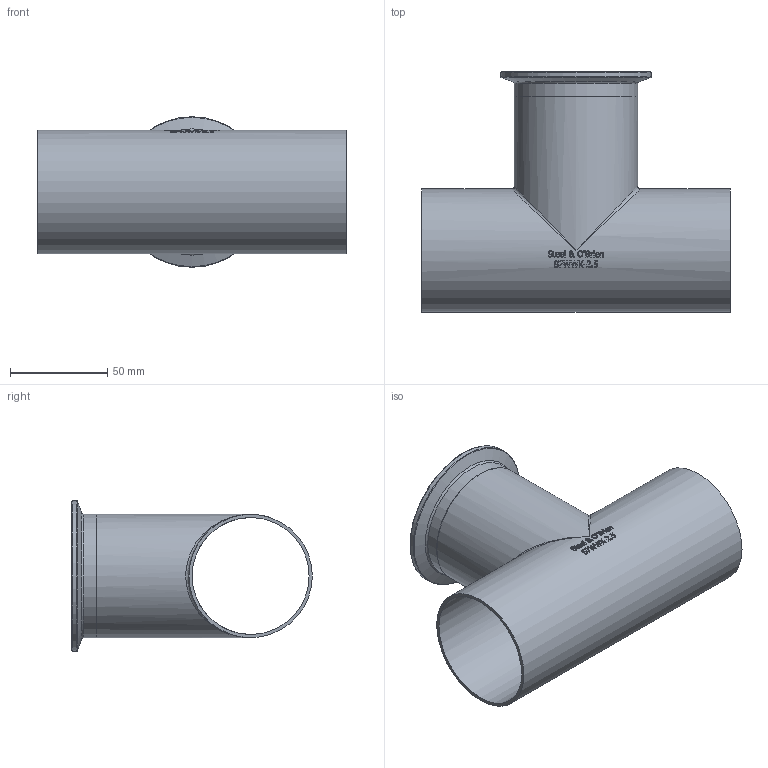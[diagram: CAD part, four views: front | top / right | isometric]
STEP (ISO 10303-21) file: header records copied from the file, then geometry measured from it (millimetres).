
FILE_DESCRIPTION(/* description */ (''),/* implementation_level */ '2;1');
FILE_NAME(/* name */ 'S7WWK-2.5.stp',/* time_stamp */ '2018-11-28T10:51:18-05:00',/* author */ ('ken'),/* organization */ (''),/* preprocessor_version */ 'ST-DEVELOPER v15.2',/* originating_system */ 'Autodesk Inventor 2014',/* authorisation */ '');
FILE_SCHEMA (('AUTOMOTIVE_DESIGN { 1 0 10303 214 3 1 1 }'));
Length unit declared in the file: inch
Products named in the file (1): S7WWK-2.5
Bounding box: 158.75 x 123.83 x 77.39 mm (x, y, z)
Volume: 73359.9 mm3; surface area: 86203.2 mm2
Topology: 1 solids, 1 shells, 367 faces, 986 edges, 650 vertices
Faces by surface type: bspline 161, plane 156, cylinder 38, torus 9, cone 3
Full cylindrical faces by diameter (mm): 60.198 x3, 63.5 x3, 77.394 x1
Entity records: 14363 total; most frequent: CARTESIAN_POINT 6117, ORIENTED_EDGE 1914, DIRECTION 1247, EDGE_CURVE 957, VERTEX_POINT 646, LINE 445, VECTOR 445, EDGE_LOOP 425
